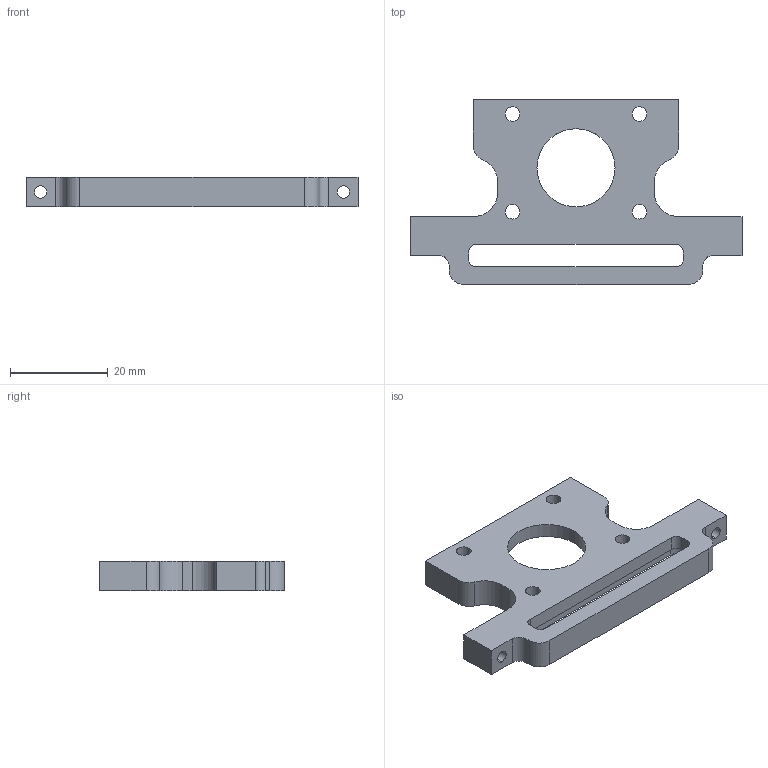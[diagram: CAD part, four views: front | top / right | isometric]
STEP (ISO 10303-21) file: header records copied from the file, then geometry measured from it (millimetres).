
FILE_DESCRIPTION (( 'STEP AP203' ), '1' );
FILE_NAME ('coil_mount_front_8.STEP', '2014-08-02T07:21:51', ( '' ), ( '' ), 'SwSTEP 2.0', 'SolidWorks 2014', '' );
FILE_SCHEMA (( 'CONFIG_CONTROL_DESIGN' ));
Length unit declared in the file: millimetre
Products named in the file (1): coil_mount_front_8
Bounding box: 68 x 37.9 x 6 mm (x, y, z)
Volume: 6253.9 mm3; surface area: 5445.4 mm2
Topology: 1 solids, 1 shells, 68 faces, 188 edges, 122 vertices
Faces by surface type: cylinder 38, plane 26, cone 4
Entity records: 2277 total; most frequent: DIRECTION 398, CARTESIAN_POINT 375, ORIENTED_EDGE 368, EDGE_CURVE 184, AXIS2_PLACEMENT_3D 145, VERTEX_POINT 122, LINE 108, VECTOR 108
